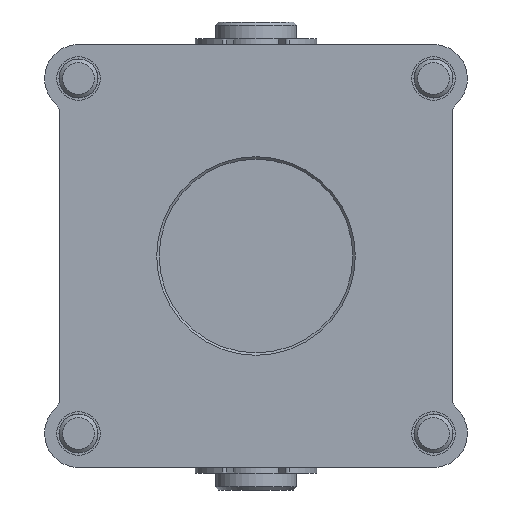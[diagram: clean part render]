
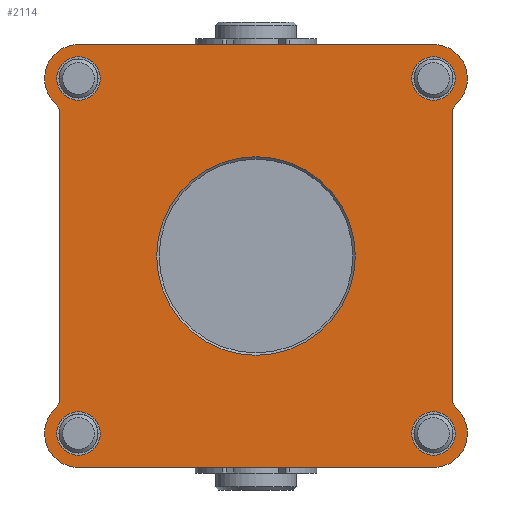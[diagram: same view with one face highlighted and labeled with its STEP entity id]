
A CAD part, front view. The second image highlights one B-rep face of the part: STEP entity #2114.
In plain terms, the highlighted planar face has unit normal (0, -1, 0).
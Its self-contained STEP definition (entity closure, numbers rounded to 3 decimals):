
#172=CIRCLE('',#2309,10.5);
#174=CIRCLE('',#2312,3.93);
#176=CIRCLE('',#2316,3.93);
#178=CIRCLE('',#2319,10.5);
#180=CIRCLE('',#2322,10.5);
#182=CIRCLE('',#2325,3.93);
#184=CIRCLE('',#2329,3.93);
#187=CIRCLE('',#2333,6.75);
#189=CIRCLE('',#2336,6.75);
#191=CIRCLE('',#2339,6.75);
#193=CIRCLE('',#2342,6.75);
#194=CIRCLE('',#2344,10.5);
#196=CIRCLE('',#2347,30.77);
#445=ORIENTED_EDGE('',*,*,#1001,.F.);
#446=ORIENTED_EDGE('',*,*,#998,.T.);
#447=ORIENTED_EDGE('',*,*,#996,.T.);
#448=ORIENTED_EDGE('',*,*,#994,.T.);
#449=ORIENTED_EDGE('',*,*,#992,.T.);
#450=ORIENTED_EDGE('',*,*,#914,.F.);
#451=ORIENTED_EDGE('',*,*,#999,.F.);
#452=ORIENTED_EDGE('',*,*,#988,.T.);
#453=ORIENTED_EDGE('',*,*,#982,.F.);
#454=ORIENTED_EDGE('',*,*,#979,.T.);
#455=ORIENTED_EDGE('',*,*,#976,.F.);
#456=ORIENTED_EDGE('',*,*,#922,.F.);
#457=ORIENTED_EDGE('',*,*,#974,.F.);
#458=ORIENTED_EDGE('',*,*,#971,.T.);
#459=ORIENTED_EDGE('',*,*,#965,.F.);
#460=ORIENTED_EDGE('',*,*,#962,.T.);
#461=ORIENTED_EDGE('',*,*,#959,.F.);
#914=EDGE_CURVE('',#1206,#1207,#1399,.T.);
#922=EDGE_CURVE('',#1212,#1213,#1407,.T.);
#959=EDGE_CURVE('',#1207,#1236,#172,.T.);
#962=EDGE_CURVE('',#1238,#1236,#174,.T.);
#965=EDGE_CURVE('',#1238,#1240,#1430,.T.);
#971=EDGE_CURVE('',#1244,#1240,#176,.T.);
#974=EDGE_CURVE('',#1244,#1212,#178,.T.);
#976=EDGE_CURVE('',#1213,#1246,#180,.T.);
#979=EDGE_CURVE('',#1248,#1246,#182,.T.);
#982=EDGE_CURVE('',#1248,#1250,#1439,.T.);
#988=EDGE_CURVE('',#1254,#1250,#184,.T.);
#992=EDGE_CURVE('',#1257,#1257,#187,.T.);
#994=EDGE_CURVE('',#1259,#1259,#189,.T.);
#996=EDGE_CURVE('',#1261,#1261,#191,.T.);
#998=EDGE_CURVE('',#1263,#1263,#193,.T.);
#999=EDGE_CURVE('',#1254,#1206,#194,.T.);
#1001=EDGE_CURVE('',#1264,#1264,#196,.T.);
#1206=VERTEX_POINT('',#3377);
#1207=VERTEX_POINT('',#3379);
#1212=VERTEX_POINT('',#3392);
#1213=VERTEX_POINT('',#3394);
#1236=VERTEX_POINT('',#3481);
#1238=VERTEX_POINT('',#3487);
#1240=VERTEX_POINT('',#3493);
#1244=VERTEX_POINT('',#3504);
#1246=VERTEX_POINT('',#3513);
#1248=VERTEX_POINT('',#3519);
#1250=VERTEX_POINT('',#3525);
#1254=VERTEX_POINT('',#3536);
#1257=VERTEX_POINT('',#3544);
#1259=VERTEX_POINT('',#3549);
#1261=VERTEX_POINT('',#3554);
#1263=VERTEX_POINT('',#3559);
#1264=VERTEX_POINT('',#3565);
#1399=LINE('',#3378,#1537);
#1407=LINE('',#3393,#1545);
#1430=LINE('',#3492,#1568);
#1439=LINE('',#3524,#1577);
#1537=VECTOR('',#2606,1000.);
#1545=VECTOR('',#2616,1000.);
#1568=VECTOR('',#2697,1000.);
#1577=VECTOR('',#2732,1000.);
#1684=EDGE_LOOP('',(#445));
#1685=EDGE_LOOP('',(#446));
#1686=EDGE_LOOP('',(#447));
#1687=EDGE_LOOP('',(#448));
#1688=EDGE_LOOP('',(#449));
#1689=EDGE_LOOP('',(#450,#451,#452,#453,#454,#455,#456,#457,#458,#459,#460,
#461));
#1872=FACE_BOUND('',#1684,.T.);
#1873=FACE_BOUND('',#1685,.T.);
#1874=FACE_BOUND('',#1686,.T.);
#1875=FACE_BOUND('',#1687,.T.);
#1876=FACE_BOUND('',#1688,.T.);
#1877=FACE_BOUND('',#1689,.T.);
#2038=PLANE('',#2346);
#2114=ADVANCED_FACE('',(#1872,#1873,#1874,#1875,#1876,#1877),#2038,.F.);
#2309=AXIS2_PLACEMENT_3D('',#3480,#2683,#2684);
#2312=AXIS2_PLACEMENT_3D('',#3486,#2690,#2691);
#2316=AXIS2_PLACEMENT_3D('',#3503,#2705,#2706);
#2319=AXIS2_PLACEMENT_3D('',#3509,#2712,#2713);
#2322=AXIS2_PLACEMENT_3D('',#3512,#2718,#2719);
#2325=AXIS2_PLACEMENT_3D('',#3518,#2725,#2726);
#2329=AXIS2_PLACEMENT_3D('',#3535,#2740,#2741);
#2333=AXIS2_PLACEMENT_3D('',#3543,#2749,#2750);
#2336=AXIS2_PLACEMENT_3D('',#3548,#2755,#2756);
#2339=AXIS2_PLACEMENT_3D('',#3553,#2761,#2762);
#2342=AXIS2_PLACEMENT_3D('',#3558,#2767,#2768);
#2344=AXIS2_PLACEMENT_3D('',#3561,#2771,#2772);
#2346=AXIS2_PLACEMENT_3D('',#3563,#2775,#2776);
#2347=AXIS2_PLACEMENT_3D('',#3564,#2777,#2778);
#2606=DIRECTION('',(-1.,0.,0.));
#2616=DIRECTION('',(1.,0.,0.));
#2683=DIRECTION('',(0.,1.,0.));
#2684=DIRECTION('',(1.,0.,0.));
#2690=DIRECTION('',(0.,1.,0.));
#2691=DIRECTION('',(1.,0.,0.));
#2697=DIRECTION('',(0.,0.,1.));
#2705=DIRECTION('',(0.,1.,0.));
#2706=DIRECTION('',(1.,0.,0.));
#2712=DIRECTION('',(0.,1.,0.));
#2713=DIRECTION('',(1.,0.,0.));
#2718=DIRECTION('',(0.,1.,0.));
#2719=DIRECTION('',(1.,0.,0.));
#2725=DIRECTION('',(0.,1.,0.));
#2726=DIRECTION('',(1.,0.,0.));
#2732=DIRECTION('',(0.,0.,-1.));
#2740=DIRECTION('',(0.,1.,0.));
#2741=DIRECTION('',(1.,0.,0.));
#2749=DIRECTION('',(0.,1.,0.));
#2750=DIRECTION('',(1.,0.,0.));
#2755=DIRECTION('',(0.,1.,0.));
#2756=DIRECTION('',(1.,0.,0.));
#2761=DIRECTION('',(0.,1.,0.));
#2762=DIRECTION('',(1.,0.,0.));
#2767=DIRECTION('',(0.,1.,0.));
#2768=DIRECTION('',(1.,0.,0.));
#2771=DIRECTION('',(0.,1.,0.));
#2772=DIRECTION('',(1.,0.,0.));
#2775=DIRECTION('',(0.,1.,0.));
#2776=DIRECTION('',(0.,0.,1.));
#2777=DIRECTION('',(0.,-1.,0.));
#2778=DIRECTION('',(0.,0.,-1.));
#3377=CARTESIAN_POINT('',(55.,0.,-65.5));
#3378=CARTESIAN_POINT('',(55.,0.,-65.5));
#3379=CARTESIAN_POINT('',(-55.,0.,-65.5));
#3392=CARTESIAN_POINT('',(-55.,0.,65.5));
#3393=CARTESIAN_POINT('',(-55.,0.,65.5));
#3394=CARTESIAN_POINT('',(55.,0.,65.5));
#3480=CARTESIAN_POINT('',(-55.,0.,-55.));
#3481=CARTESIAN_POINT('',(-62.142,0.,-47.303));
#3486=CARTESIAN_POINT('',(-64.815,0.,-44.422));
#3487=CARTESIAN_POINT('',(-60.885,0.,-44.422));
#3492=CARTESIAN_POINT('',(-60.885,0.,-44.422));
#3493=CARTESIAN_POINT('',(-60.885,0.,44.422));
#3503=CARTESIAN_POINT('',(-64.815,0.,44.422));
#3504=CARTESIAN_POINT('',(-62.142,0.,47.303));
#3509=CARTESIAN_POINT('',(-55.,0.,55.));
#3512=CARTESIAN_POINT('',(55.,0.,55.));
#3513=CARTESIAN_POINT('',(62.142,0.,47.303));
#3518=CARTESIAN_POINT('',(64.815,0.,44.422));
#3519=CARTESIAN_POINT('',(60.885,0.,44.422));
#3524=CARTESIAN_POINT('',(60.885,0.,44.422));
#3525=CARTESIAN_POINT('',(60.885,0.,-44.422));
#3535=CARTESIAN_POINT('',(64.815,0.,-44.422));
#3536=CARTESIAN_POINT('',(62.142,0.,-47.303));
#3543=CARTESIAN_POINT('',(55.,0.,-55.));
#3544=CARTESIAN_POINT('',(61.75,0.,-55.));
#3548=CARTESIAN_POINT('',(55.,0.,55.));
#3549=CARTESIAN_POINT('',(61.75,0.,55.));
#3553=CARTESIAN_POINT('',(-55.,0.,-55.));
#3554=CARTESIAN_POINT('',(-48.25,0.,-55.));
#3558=CARTESIAN_POINT('',(-55.,0.,55.));
#3559=CARTESIAN_POINT('',(-48.25,0.,55.));
#3561=CARTESIAN_POINT('',(55.,0.,-55.));
#3563=CARTESIAN_POINT('',(-55.,0.,-55.));
#3564=CARTESIAN_POINT('',(0.,0.,0.));
#3565=CARTESIAN_POINT('',(0.,0.,-30.77));
